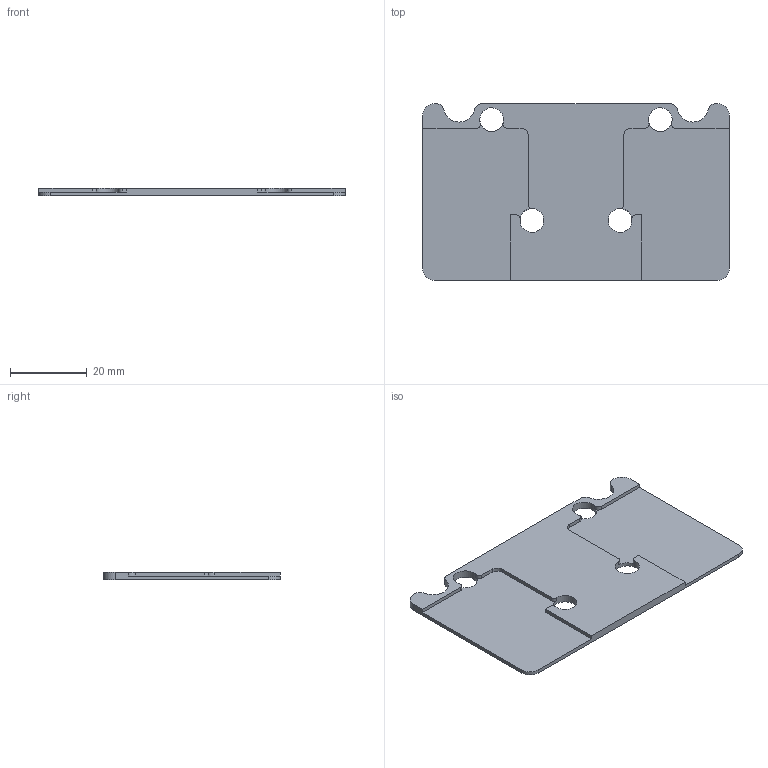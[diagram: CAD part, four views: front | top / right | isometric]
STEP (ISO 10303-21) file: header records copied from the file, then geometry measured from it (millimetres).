
FILE_DESCRIPTION(('FreeCAD Model'),'2;1');
FILE_NAME('Open CASCADE Shape Model','2026-01-16T14:41:14',(''),(''), 'Open CASCADE STEP processor 7.8','FreeCAD','Unknown');
FILE_SCHEMA(('AUTOMOTIVE_DESIGN { 1 0 10303 214 1 1 1 1 }'));
Length unit declared in the file: millimetre
Products named in the file (1): thread-inserts-helper
Bounding box: 80 x 46.1 x 2 mm (x, y, z)
Volume: 4970.5 mm3; surface area: 7635.6 mm2
Topology: 1 solids, 1 shells, 44 faces, 146 edges, 100 vertices
Faces by surface type: cylinder 24, plane 20
Full cylindrical faces by diameter (mm): 6.2 x4
Entity records: 1676 total; most frequent: DIRECTION 300, ORIENTED_EDGE 292, CARTESIAN_POINT 291, EDGE_CURVE 146, AXIS2_PLACEMENT_3D 109, VERTEX_POINT 100, LINE 82, VECTOR 82
